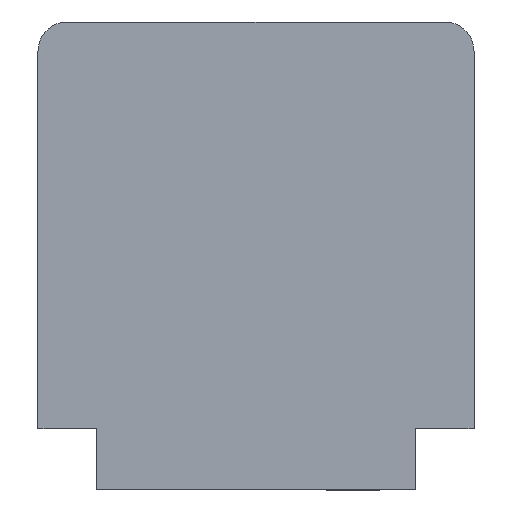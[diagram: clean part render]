
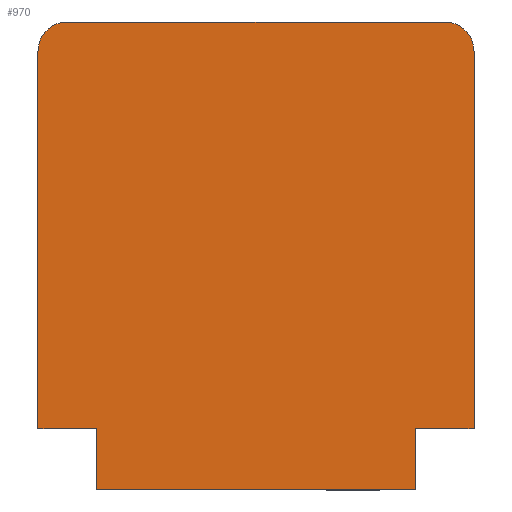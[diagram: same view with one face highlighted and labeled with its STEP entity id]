
A CAD part, left-side view. The second image highlights one B-rep face of the part: STEP entity #970.
In plain terms, the highlighted planar face has unit normal (-1, 0, 0).
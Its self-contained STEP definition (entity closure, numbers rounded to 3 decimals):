
#902=AXIS2_PLACEMENT_3D('Plane Axis2P3D',#899,#900,#901) ;
#915=AXIS2_PLACEMENT_3D('Circle Axis2P3D',#913,#914,$) ;
#929=AXIS2_PLACEMENT_3D('Circle Axis2P3D',#927,#928,$) ;
#249=CARTESIAN_POINT('Vertex',(0.,13.,2.1)) ;
#252=CARTESIAN_POINT('Line Origine',(0.,14.,2.1)) ;
#256=CARTESIAN_POINT('Vertex',(0.,15.,2.1)) ;
#846=CARTESIAN_POINT('Line Origine',(0.,15.,8.6)) ;
#850=CARTESIAN_POINT('Vertex',(0.,15.,15.1)) ;
#899=CARTESIAN_POINT('Axis2P3D Location',(0.,15.,0.)) ;
#904=CARTESIAN_POINT('Line Origine',(0.,0.,8.6)) ;
#908=CARTESIAN_POINT('Vertex',(0.,0.,15.1)) ;
#910=CARTESIAN_POINT('Vertex',(0.,0.,2.1)) ;
#913=CARTESIAN_POINT('Axis2P3D Location',(0.,1.,15.1)) ;
#917=CARTESIAN_POINT('Vertex',(0.,0.995,16.1)) ;
#920=CARTESIAN_POINT('Line Origine',(0.,7.5,16.1)) ;
#924=CARTESIAN_POINT('Vertex',(0.,14.005,16.1)) ;
#927=CARTESIAN_POINT('Axis2P3D Location',(0.,14.,15.1)) ;
#932=CARTESIAN_POINT('Line Origine',(0.,13.,1.05)) ;
#936=CARTESIAN_POINT('Vertex',(0.,13.,0.)) ;
#939=CARTESIAN_POINT('Line Origine',(0.,7.5,0.)) ;
#943=CARTESIAN_POINT('Vertex',(0.,2.,0.)) ;
#946=CARTESIAN_POINT('Line Origine',(0.,2.,1.05)) ;
#950=CARTESIAN_POINT('Vertex',(0.,2.,2.1)) ;
#953=CARTESIAN_POINT('Line Origine',(0.,1.,2.1)) ;
#253=DIRECTION('Vector Direction',(0.,1.,0.)) ;
#847=DIRECTION('Vector Direction',(0.,0.,1.)) ;
#900=DIRECTION('Axis2P3D Direction',(1.,0.,-0.)) ;
#901=DIRECTION('Axis2P3D XDirection',(0.,0.,1.)) ;
#905=DIRECTION('Vector Direction',(0.,0.,1.)) ;
#914=DIRECTION('Axis2P3D Direction',(1.,0.,-0.)) ;
#921=DIRECTION('Vector Direction',(0.,-1.,0.)) ;
#928=DIRECTION('Axis2P3D Direction',(1.,0.,-0.)) ;
#933=DIRECTION('Vector Direction',(0.,0.,-1.)) ;
#940=DIRECTION('Vector Direction',(0.,-1.,0.)) ;
#947=DIRECTION('Vector Direction',(0.,0.,-1.)) ;
#954=DIRECTION('Vector Direction',(0.,1.,0.)) ;
#254=VECTOR('Line Direction',#253,1.) ;
#848=VECTOR('Line Direction',#847,1.) ;
#906=VECTOR('Line Direction',#905,1.) ;
#922=VECTOR('Line Direction',#921,1.) ;
#934=VECTOR('Line Direction',#933,1.) ;
#941=VECTOR('Line Direction',#940,1.) ;
#948=VECTOR('Line Direction',#947,1.) ;
#955=VECTOR('Line Direction',#954,1.) ;
#959=ORIENTED_EDGE('',*,*,#912,.F.) ;
#960=ORIENTED_EDGE('',*,*,#919,.F.) ;
#961=ORIENTED_EDGE('',*,*,#926,.F.) ;
#962=ORIENTED_EDGE('',*,*,#931,.F.) ;
#963=ORIENTED_EDGE('',*,*,#852,.T.) ;
#964=ORIENTED_EDGE('',*,*,#258,.F.) ;
#965=ORIENTED_EDGE('',*,*,#938,.T.) ;
#966=ORIENTED_EDGE('',*,*,#945,.F.) ;
#967=ORIENTED_EDGE('',*,*,#952,.F.) ;
#968=ORIENTED_EDGE('',*,*,#957,.F.) ;
#970=ADVANCED_FACE('V1',(#969),#903,.F.) ;
#916=CIRCLE('generated circle',#915,1.) ;
#930=CIRCLE('generated circle',#929,1.) ;
#258=EDGE_CURVE('',#250,#257,#255,.T.) ;
#852=EDGE_CURVE('',#851,#257,#849,.F.) ;
#912=EDGE_CURVE('',#909,#911,#907,.F.) ;
#919=EDGE_CURVE('',#918,#909,#916,.T.) ;
#926=EDGE_CURVE('',#925,#918,#923,.T.) ;
#931=EDGE_CURVE('',#851,#925,#930,.T.) ;
#938=EDGE_CURVE('',#250,#937,#935,.T.) ;
#945=EDGE_CURVE('',#944,#937,#942,.F.) ;
#952=EDGE_CURVE('',#951,#944,#949,.T.) ;
#957=EDGE_CURVE('',#911,#951,#956,.T.) ;
#958=EDGE_LOOP('',(#959,#960,#961,#962,#963,#964,#965,#966,#967,#968)) ;
#969=FACE_OUTER_BOUND('',#958,.T.) ;
#255=LINE('Line',#252,#254) ;
#849=LINE('Line',#846,#848) ;
#907=LINE('Line',#904,#906) ;
#923=LINE('Line',#920,#922) ;
#935=LINE('Line',#932,#934) ;
#942=LINE('Line',#939,#941) ;
#949=LINE('Line',#946,#948) ;
#956=LINE('Line',#953,#955) ;
#903=PLANE('',#902) ;
#250=VERTEX_POINT('',#249) ;
#257=VERTEX_POINT('',#256) ;
#851=VERTEX_POINT('',#850) ;
#909=VERTEX_POINT('',#908) ;
#911=VERTEX_POINT('',#910) ;
#918=VERTEX_POINT('',#917) ;
#925=VERTEX_POINT('',#924) ;
#937=VERTEX_POINT('',#936) ;
#944=VERTEX_POINT('',#943) ;
#951=VERTEX_POINT('',#950) ;
